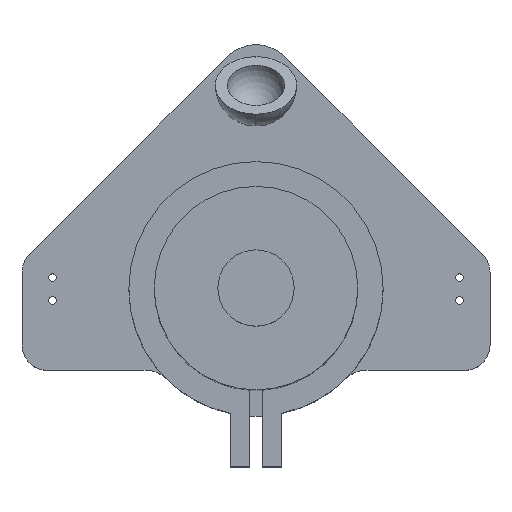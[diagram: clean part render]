
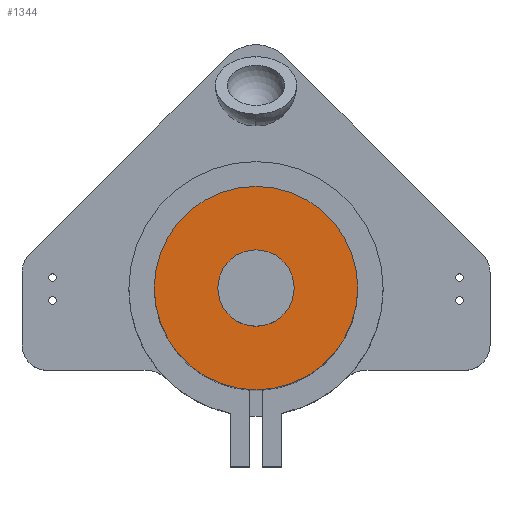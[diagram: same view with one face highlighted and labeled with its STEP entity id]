
A CAD part, top view. The second image highlights one B-rep face of the part: STEP entity #1344.
In plain terms, the highlighted planar face has unit normal (0, 0, 1).
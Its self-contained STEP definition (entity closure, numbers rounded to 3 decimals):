
#18 = DIRECTION ( 'NONE',  ( 0., 0., 1. ) ) ;
#141 = DIRECTION ( 'NONE',  ( 1., 0., 0. ) ) ;
#199 = VERTEX_POINT ( 'NONE', #1659 ) ;
#239 = AXIS2_PLACEMENT_3D ( 'NONE', #2264, #1162, #1699 ) ;
#327 = DIRECTION ( 'NONE',  ( 0., 0., 1. ) ) ;
#426 = ORIENTED_EDGE ( 'NONE', *, *, #692, .T. ) ;
#468 = FACE_OUTER_BOUND ( 'NONE', #1031, .T. ) ;
#525 = EDGE_CURVE ( 'NONE', #565, #1947, #2223, .T. ) ;
#531 = DIRECTION ( 'NONE',  ( 0., 0., -1. ) ) ;
#534 = CIRCLE ( 'NONE', #2158, 40. ) ;
#565 = VERTEX_POINT ( 'NONE', #1253 ) ;
#692 = EDGE_CURVE ( 'NONE', #199, #2337, #534, .T. ) ;
#942 = AXIS2_PLACEMENT_3D ( 'NONE', #2129, #327, #141 ) ;
#951 = DIRECTION ( 'NONE',  ( -1., 0., 0. ) ) ;
#973 = CARTESIAN_POINT ( 'NONE',  ( -15., -8.993, 206.869 ) ) ;
#1012 = CIRCLE ( 'NONE', #239, 40. ) ;
#1031 = EDGE_LOOP ( 'NONE', ( #1508, #426 ) ) ;
#1035 = DIRECTION ( 'NONE',  ( 0., 0., 1. ) ) ;
#1129 = AXIS2_PLACEMENT_3D ( 'NONE', #2321, #531, #2141 ) ;
#1162 = DIRECTION ( 'NONE',  ( 0., 0., 1. ) ) ;
#1253 = CARTESIAN_POINT ( 'NONE',  ( 15., -8.993, 206.869 ) ) ;
#1292 = CIRCLE ( 'NONE', #2368, 15. ) ;
#1344 = ADVANCED_FACE ( 'NONE', ( #1804, #468 ), #1594, .F. ) ;
#1387 = ORIENTED_EDGE ( 'NONE', *, *, #525, .F. ) ;
#1466 = ORIENTED_EDGE ( 'NONE', *, *, #2371, .F. ) ;
#1508 = ORIENTED_EDGE ( 'NONE', *, *, #2176, .T. ) ;
#1594 = PLANE ( 'NONE',  #1129 ) ;
#1659 = CARTESIAN_POINT ( 'NONE',  ( 40., -8.993, 206.869 ) ) ;
#1661 = CARTESIAN_POINT ( 'NONE',  ( 0., -8.993, 206.869 ) ) ;
#1699 = DIRECTION ( 'NONE',  ( -1., 0., 0. ) ) ;
#1735 = CARTESIAN_POINT ( 'NONE',  ( -40., -8.993, 206.869 ) ) ;
#1804 = FACE_BOUND ( 'NONE', #2131, .T. ) ;
#1947 = VERTEX_POINT ( 'NONE', #973 ) ;
#1983 = DIRECTION ( 'NONE',  ( 1., 0., 0. ) ) ;
#2125 = CARTESIAN_POINT ( 'NONE',  ( 0., -8.993, 206.869 ) ) ;
#2129 = CARTESIAN_POINT ( 'NONE',  ( 0., -8.993, 206.869 ) ) ;
#2131 = EDGE_LOOP ( 'NONE', ( #1466, #1387 ) ) ;
#2141 = DIRECTION ( 'NONE',  ( -1., 0., 0. ) ) ;
#2158 = AXIS2_PLACEMENT_3D ( 'NONE', #1661, #18, #951 ) ;
#2176 = EDGE_CURVE ( 'NONE', #2337, #199, #1012, .T. ) ;
#2223 = CIRCLE ( 'NONE', #942, 15. ) ;
#2264 = CARTESIAN_POINT ( 'NONE',  ( 0., -8.993, 206.869 ) ) ;
#2321 = CARTESIAN_POINT ( 'NONE',  ( 0., 0., 206.869 ) ) ;
#2337 = VERTEX_POINT ( 'NONE', #1735 ) ;
#2368 = AXIS2_PLACEMENT_3D ( 'NONE', #2125, #1035, #1983 ) ;
#2371 = EDGE_CURVE ( 'NONE', #1947, #565, #1292, .T. ) ;
